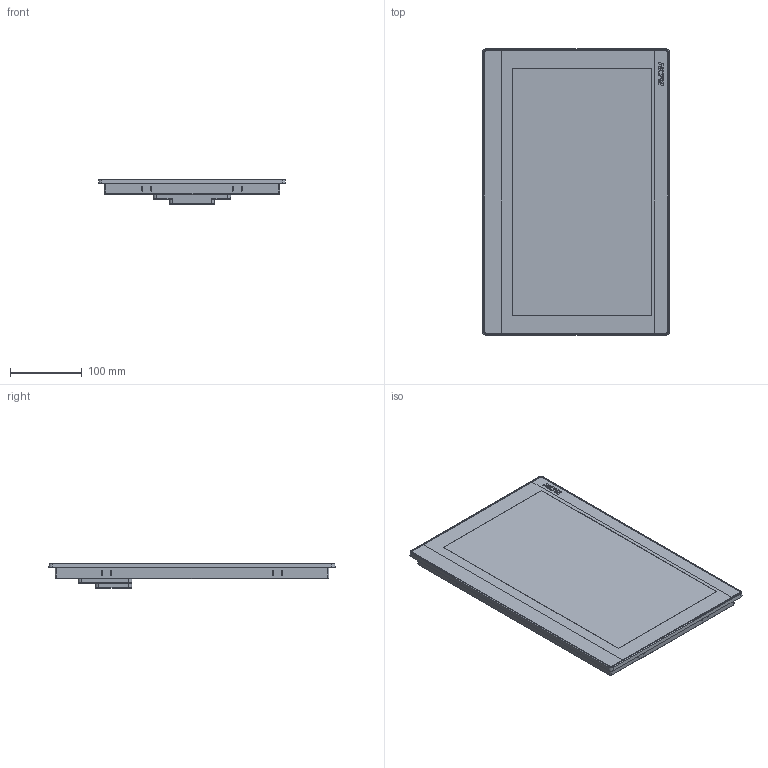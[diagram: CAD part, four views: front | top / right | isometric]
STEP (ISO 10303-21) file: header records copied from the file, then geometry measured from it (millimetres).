
FILE_DESCRIPTION( ('This file contains a STEP AP42 implementation' ,'as created by ZW3D STEP Interface translator.') ,'2;1' );
FILE_NAME( '15.6C.stp' ,'24 415. 95419', (''), ('ZWCAD Software Co.'), 'Version 1.0', 'ZW3D to STEP translator', '' );
FILE_SCHEMA(('AUTOMOTIVE_DESIGN { 1 0 10303 214 1 1 1 1 }'));
Length unit declared in the file: millimetre
Products named in the file (2): 0; 15.6C
Bounding box: 260.11 x 398.11 x 35.91 mm (x, y, z)
Volume: 991783.3 mm3; surface area: 648719 mm2
Topology: 40 solids, 40 shells, 2782 faces, 7236 edges, 5087 vertices
Faces by surface type: plane 1361, cylinder 823, bspline 493, torus 47, sphere 33, cone 25
Full cylindrical faces by diameter (mm): 0.5 x8, 1 x9, 2.1 x4, 2.4 x4, 2.5 x28, 2.8 x4, 3.2 x6, 3.3 x10, 4.8 x5, 5.1 x5, 5.5 x8, 7 x10
Entity records: 105402 total; most frequent: CARTESIAN_POINT 40728, ORIENTED_EDGE 13468, DIRECTION 11262, EDGE_CURVE 6734, VERTEX_POINT 4214, VECTOR 4170, LINE 4170, AXIS2_PLACEMENT_3D 3546
